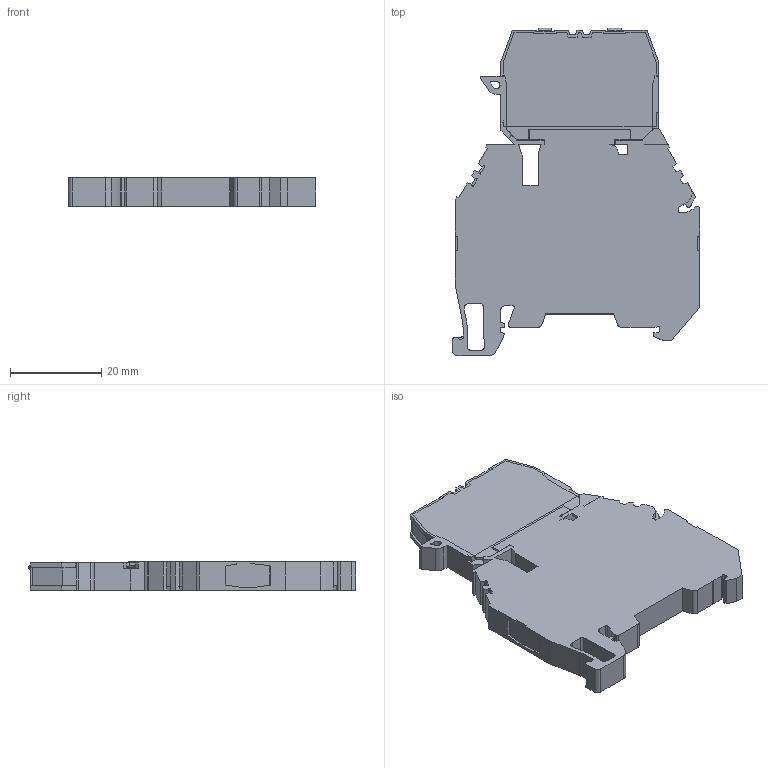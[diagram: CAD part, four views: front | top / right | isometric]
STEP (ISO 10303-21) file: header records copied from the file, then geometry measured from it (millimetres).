
FILE_DESCRIPTION (( 'STEP AP214' ), '1' );
FILE_NAME ('355109_ASK 3 M_GR.STP', '2015-08-10T05:01:56', ( '' ), ( '' ), 'SwSTEP 2.0', 'SolidWorks 2015', '' );
FILE_SCHEMA (( 'AUTOMOTIVE_DESIGN' ));
Length unit declared in the file: millimetre
Products named in the file (1): 355109_ASK 3 M_GR
Bounding box: 54.13 x 71.65 x 6.2 mm (x, y, z)
Volume: 17641.1 mm3; surface area: 10160.2 mm2
Topology: 2 solids, 7 shells, 563 faces, 1617 edges, 1072 vertices
Faces by surface type: plane 441, cylinder 114, cone 8
Entity records: 23696 total; most frequent: CARTESIAN_POINT 3265, ORIENTED_EDGE 3234, DIRECTION 2990, EDGE_CURVE 1617, LINE 1364, VECTOR 1364, VERTEX_POINT 1072, AXIS2_PLACEMENT_3D 813
